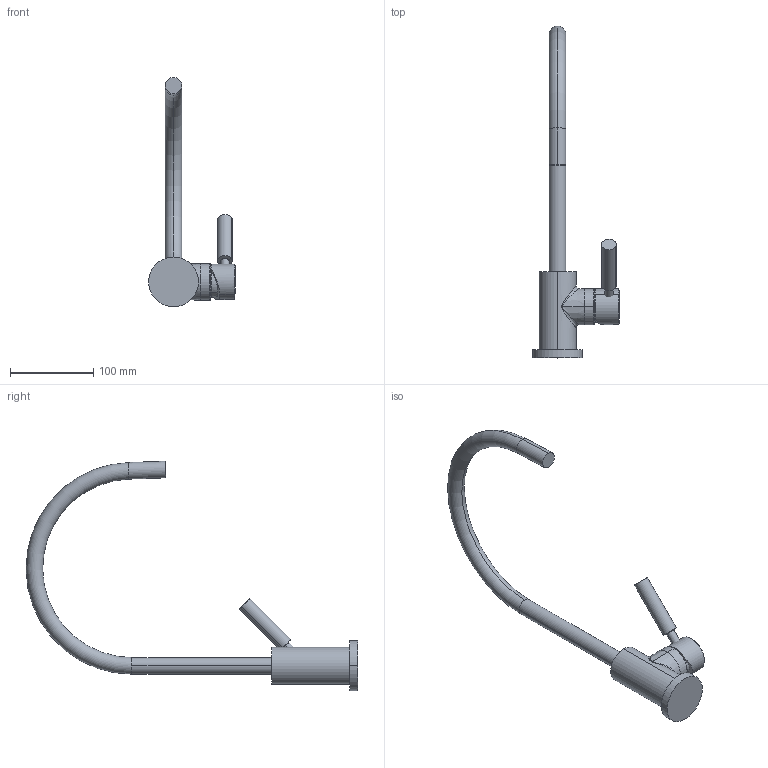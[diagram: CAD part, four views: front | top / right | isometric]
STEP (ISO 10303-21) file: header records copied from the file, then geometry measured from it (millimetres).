
FILE_DESCRIPTION (( 'STEP AP214' ), '1' );
FILE_NAME ('33815888.STEP', '2020-10-08T10:20:55', ( '' ), ( '' ), 'SwSTEP 2.0', 'SolidWorks 2020', '' );
FILE_SCHEMA (( 'AUTOMOTIVE_DESIGN' ));
Length unit declared in the file: millimetre
Products named in the file (7): Planungsmodell_Nippel-+-09.24.04.048.90-01_09240404894; Planungsmodell_Ring-+-09.28.10.055.90-01_09281005594; 33815888; Planungsmodell_Koerper-+-09.19.88.021.90-01_09198802110-00; Planungsmodell_Auslauf-+-04.28.22.048-1; Planungsmodell_Griff-+-09.20.89.005.90-01_09208900594; Planungsmodell_Griff-+-09.20.88.040-01_ _K1
Assembly tree (6 placements, depth 2):
  33815888
    Planungsmodell_Auslauf-+-04.28.22.048-1
    Planungsmodell_Ring-+-09.28.10.055.90-01_09281005594
    Planungsmodell_Koerper-+-09.19.88.021.90-01_09198802110-00
    Planungsmodell_Griff-+-09.20.88.040-01_ _K1
    Planungsmodell_Griff-+-09.20.89.005.90-01_09208900594
    Planungsmodell_Nippel-+-09.24.04.048.90-01_09240404894
Bounding box: 104.48 x 399.69 x 276.47 mm (x, y, z)
Volume: 457282.7 mm3; surface area: 76792 mm2
Topology: 6 solids, 6 shells, 50 faces, 98 edges, 59 vertices
Faces by surface type: cylinder 18, plane 12, torus 6, cone 6, sphere 6, bspline 2
Entity records: 2647 total; most frequent: CARTESIAN_POINT 1008, DIRECTION 260, ORIENTED_EDGE 192, AXIS2_PLACEMENT_3D 117, EDGE_CURVE 96, CIRCLE 60, VERTEX_POINT 59, EDGE_LOOP 51
